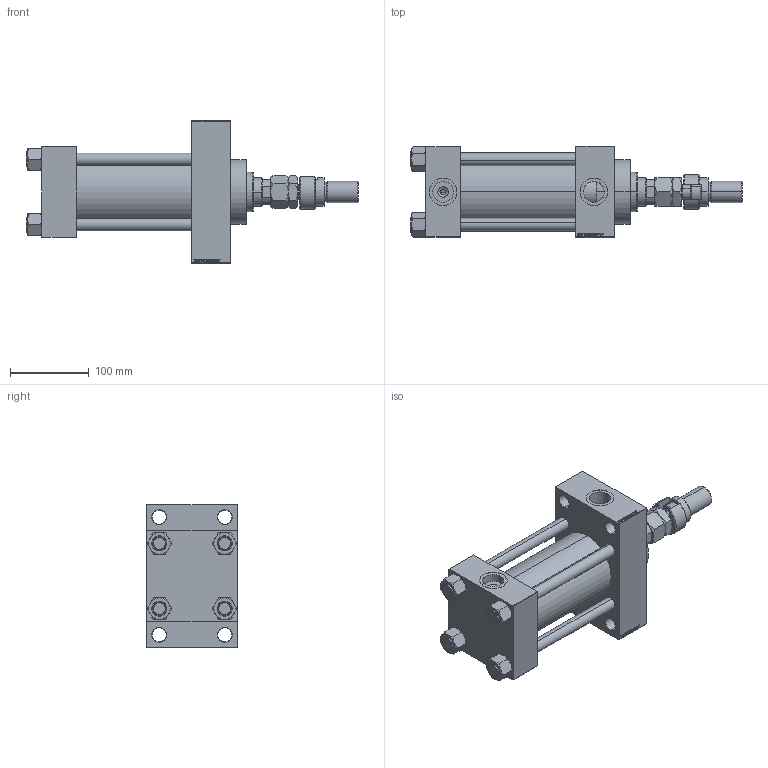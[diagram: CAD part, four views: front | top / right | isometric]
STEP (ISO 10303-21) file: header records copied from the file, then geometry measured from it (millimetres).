
FILE_DESCRIPTION (( 'STEP AP203' ), '1' );
FILE_NAME ('8e8c.STEP', '2022-04-14T13:14:32', ( '' ), ( '' ), 'SwSTEP 2.0', 'SolidWorks 2019', '' );
FILE_SCHEMA (( 'CONFIG_CONTROL_DESIGN' ));
Length unit declared in the file: millimetre
Products named in the file (9): V215CR_D_Body e8975030f50b6a27366ac6c30ea7b780; V215CR_VCP_D e8975030f50b6a27366ac6c30ea7b780; FEMALE_PART_FOR_DFA e8975030f50b6a27366ac6c30ea7b780; MFA e8975030f50b6a27366ac6c30ea7b780; V215CR_D_TYCINKA e8975030f50b6a27366ac6c30ea7b780; DFA e8975030f50b6a27366ac6c30ea7b780; 8e8c; NUT_M5_D e8975030f50b6a27366ac6c30ea7b780; V215_VC_A e8975030f50b6a27366ac6c30ea7b780
Assembly tree (14 placements, depth 3):
  8e8c
    V215CR_D_Body e8975030f50b6a27366ac6c30ea7b780
    V215CR_VCP_D e8975030f50b6a27366ac6c30ea7b780
    NUT_M5_D e8975030f50b6a27366ac6c30ea7b780  x4
    V215CR_D_TYCINKA e8975030f50b6a27366ac6c30ea7b780  x4
    V215_VC_A e8975030f50b6a27366ac6c30ea7b780
    DFA e8975030f50b6a27366ac6c30ea7b780
      FEMALE_PART_FOR_DFA e8975030f50b6a27366ac6c30ea7b780
      MFA e8975030f50b6a27366ac6c30ea7b780
Bounding box: 420.5 x 115 x 180 mm (x, y, z)
Volume: 2286102.2 mm3; surface area: 384449.1 mm2
Topology: 13 solids, 13 shells, 1244 faces, 3101 edges, 1999 vertices
Faces by surface type: plane 575, bspline 368, cone 184, cylinder 105, torus 12
Entity records: 50762 total; most frequent: CARTESIAN_POINT 26003, ORIENTED_EDGE 5466, DIRECTION 3685, EDGE_CURVE 2733, VERTEX_POINT 1777, VECTOR 1591, LINE 1591, EDGE_LOOP 1224
